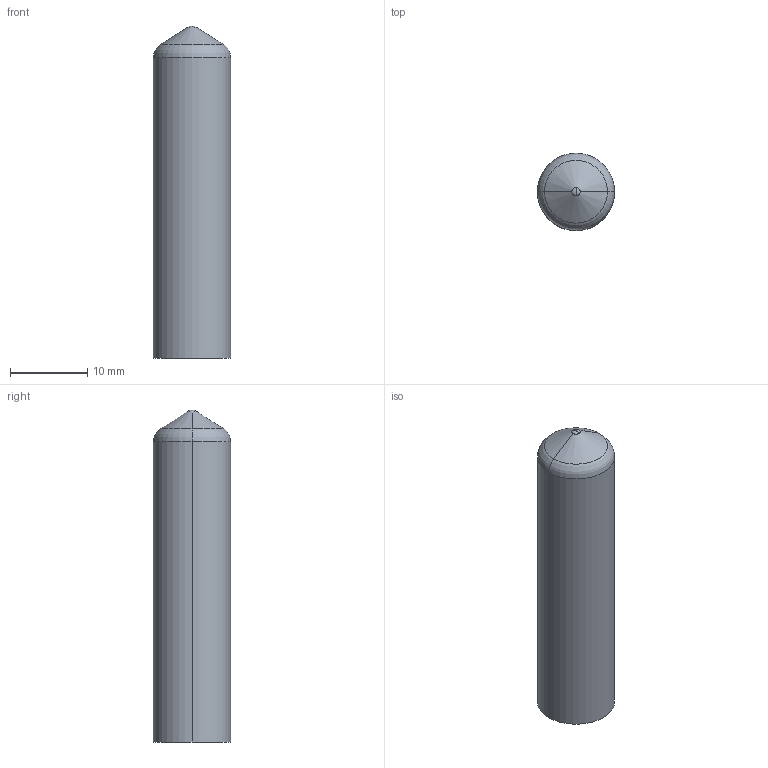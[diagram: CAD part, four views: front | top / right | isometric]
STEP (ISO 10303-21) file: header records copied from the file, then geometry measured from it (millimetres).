
FILE_DESCRIPTION (( 'STEP AP203' ), '1' );
FILE_NAME ('AC-25-G-8.STEP', '2006-06-08T02:05:28', ( ' ' ), ( ' ' ), 'SwSTEP 2.0', 'SolidWorks 2005204', '' );
FILE_SCHEMA (( 'CONFIG_CONTROL_DESIGN' ));
Length unit declared in the file: millimetre
Products named in the file (1): AC-25-G-8
Bounding box: 10 x 10 x 43 mm (x, y, z)
Volume: 1208.7 mm3; surface area: 2426.8 mm2
Topology: 1 solids, 1 shells, 12 faces, 24 edges, 15 vertices
Faces by surface type: cylinder 4, torus 2, cone 2, sphere 2, plane 2
Entity records: 399 total; most frequent: DIRECTION 68, CARTESIAN_POINT 52, ORIENTED_EDGE 48, AXIS2_PLACEMENT_3D 31, EDGE_CURVE 24, CIRCLE 18, VERTEX_POINT 15, EDGE_LOOP 13
